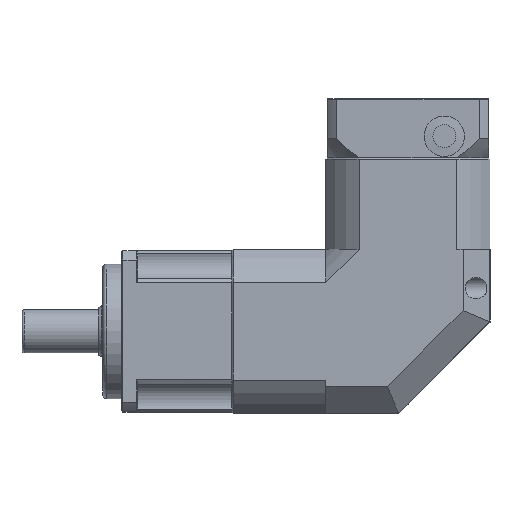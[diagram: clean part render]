
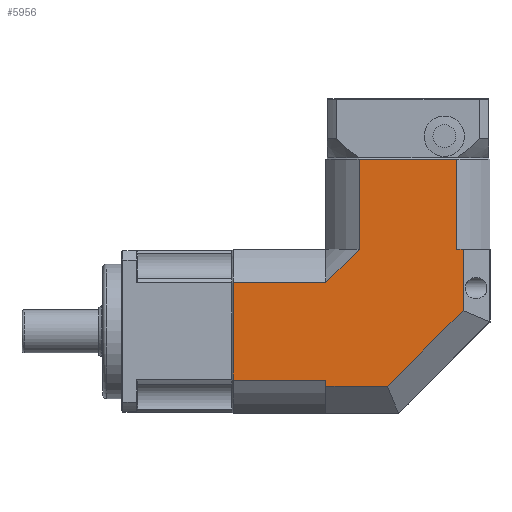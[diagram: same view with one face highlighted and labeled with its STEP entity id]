
A CAD part, top view. The second image highlights one B-rep face of the part: STEP entity #5956.
In plain terms, the highlighted planar face has unit normal (0, 0, 1).
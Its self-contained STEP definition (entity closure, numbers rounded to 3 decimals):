
#302=LINE('',#9684,#610);
#306=LINE('',#9702,#614);
#316=LINE('',#9729,#624);
#330=LINE('',#9768,#638);
#331=LINE('',#9771,#639);
#335=LINE('',#9777,#643);
#337=LINE('',#9780,#645);
#339=LINE('',#9816,#647);
#347=LINE('',#9857,#655);
#348=LINE('',#9901,#656);
#349=LINE('',#9904,#657);
#350=LINE('',#9905,#658);
#610=VECTOR('',#7735,2.334);
#614=VECTOR('',#7751,34.5);
#624=VECTOR('',#7777,33.5);
#638=VECTOR('',#7815,2.334);
#639=VECTOR('',#7818,22.858);
#643=VECTOR('',#7824,39.799);
#645=VECTOR('',#7828,22.858);
#647=VECTOR('',#7832,17.443);
#655=VECTOR('',#7884,34.5);
#656=VECTOR('',#7907,36.332);
#657=VECTOR('',#7910,36.332);
#658=VECTOR('',#7911,33.5);
#996=PLANE('',#6577);
#1488=FACE_OUTER_BOUND('',#1999,.T.);
#1999=EDGE_LOOP('',(#4665,#4666,#4667,#4668,#4669,#4670,#4671,#4672,#4673,
#4674,#4675,#4676));
#2797=VERTEX_POINT('',#9680);
#2799=VERTEX_POINT('',#9683);
#2805=VERTEX_POINT('',#9698);
#2807=VERTEX_POINT('',#9701);
#2815=VERTEX_POINT('',#9725);
#2816=VERTEX_POINT('',#9727);
#2827=VERTEX_POINT('',#9762);
#2829=VERTEX_POINT('',#9766);
#2830=VERTEX_POINT('',#9770);
#2831=VERTEX_POINT('',#9775);
#2843=VERTEX_POINT('',#9855);
#2844=VERTEX_POINT('',#9903);
#3422=EDGE_CURVE('',#2799,#2797,#302,.T.);
#3430=EDGE_CURVE('',#2807,#2805,#306,.T.);
#3444=EDGE_CURVE('',#2815,#2816,#316,.T.);
#3463=EDGE_CURVE('',#2827,#2829,#330,.T.);
#3464=EDGE_CURVE('',#2830,#2797,#331,.T.);
#3468=EDGE_CURVE('',#2831,#2830,#335,.T.);
#3470=EDGE_CURVE('',#2827,#2831,#337,.T.);
#3473=EDGE_CURVE('',#2816,#2807,#339,.T.);
#3490=EDGE_CURVE('',#2843,#2799,#347,.T.);
#3502=EDGE_CURVE('',#2843,#2805,#348,.T.);
#3503=EDGE_CURVE('',#2815,#2844,#349,.T.);
#3504=EDGE_CURVE('',#2829,#2844,#350,.T.);
#4665=ORIENTED_EDGE('',*,*,#3503,.F.);
#4666=ORIENTED_EDGE('',*,*,#3444,.T.);
#4667=ORIENTED_EDGE('',*,*,#3473,.T.);
#4668=ORIENTED_EDGE('',*,*,#3430,.T.);
#4669=ORIENTED_EDGE('',*,*,#3502,.F.);
#4670=ORIENTED_EDGE('',*,*,#3490,.T.);
#4671=ORIENTED_EDGE('',*,*,#3422,.T.);
#4672=ORIENTED_EDGE('',*,*,#3464,.F.);
#4673=ORIENTED_EDGE('',*,*,#3468,.F.);
#4674=ORIENTED_EDGE('',*,*,#3470,.F.);
#4675=ORIENTED_EDGE('',*,*,#3463,.T.);
#4676=ORIENTED_EDGE('',*,*,#3504,.T.);
#5956=ADVANCED_FACE('',(#1488),#996,.T.);
#6577=AXIS2_PLACEMENT_3D('',#9902,#7908,#7909);
#7735=DIRECTION('',(0.,-1.,0.));
#7751=DIRECTION('',(-1.,0.,0.));
#7777=DIRECTION('',(0.,-1.,0.));
#7815=DIRECTION('',(-1.,0.,0.));
#7818=DIRECTION('',(-1.,0.,0.));
#7824=DIRECTION('',(-0.707,-0.707,0.));
#7828=DIRECTION('',(0.,-1.,0.));
#7832=DIRECTION('',(-0.707,-0.707,0.));
#7884=DIRECTION('',(1.,0.,0.));
#7907=DIRECTION('',(0.,1.,0.));
#7908=DIRECTION('center_axis',(0.,0.,
1.));
#7909=DIRECTION('ref_axis',(0.,-1.,0.));
#7910=DIRECTION('',(1.,0.,0.));
#7911=DIRECTION('',(0.,1.,0.));
#9680=CARTESIAN_POINT('',(38.408,27.655,32.884));
#9683=CARTESIAN_POINT('',(38.408,29.989,32.884));
#9684=CARTESIAN_POINT('',(38.408,63.405,32.884));
#9698=CARTESIAN_POINT('',(3.908,66.321,32.884));
#9701=CARTESIAN_POINT('',(38.408,66.321,32.884));
#9702=CARTESIAN_POINT('',(3.408,66.321,32.884));
#9725=CARTESIAN_POINT('',(50.742,112.155,32.884));
#9727=CARTESIAN_POINT('',(50.742,78.655,32.884));
#9729=CARTESIAN_POINT('',(50.742,112.655,32.884));
#9762=CARTESIAN_POINT('',(89.408,78.655,32.884));
#9766=CARTESIAN_POINT('',(87.074,78.655,32.884));
#9768=CARTESIAN_POINT('',(36.158,78.655,32.884));
#9770=CARTESIAN_POINT('',(61.266,27.655,32.884));
#9771=CARTESIAN_POINT('',(3.408,27.655,32.884));
#9775=CARTESIAN_POINT('',(89.408,55.797,32.884));
#9777=CARTESIAN_POINT('',(66.587,32.976,32.884));
#9780=CARTESIAN_POINT('',(89.408,63.405,32.884));
#9816=CARTESIAN_POINT('',(50.742,78.655,32.884));
#9855=CARTESIAN_POINT('',(3.908,29.989,32.884));
#9857=CARTESIAN_POINT('',(3.408,29.989,32.884));
#9901=CARTESIAN_POINT('',(3.908,63.405,32.884));
#9902=CARTESIAN_POINT('Origin',(3.408,78.655,32.884));
#9903=CARTESIAN_POINT('',(87.074,112.155,32.884));
#9904=CARTESIAN_POINT('',(36.158,112.155,32.884));
#9905=CARTESIAN_POINT('',(87.074,112.655,32.884));
